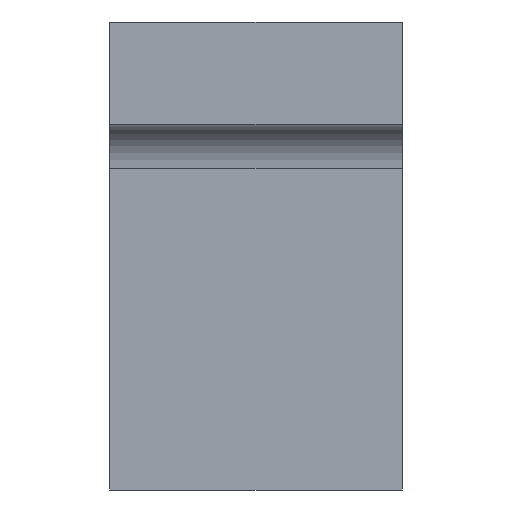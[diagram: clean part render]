
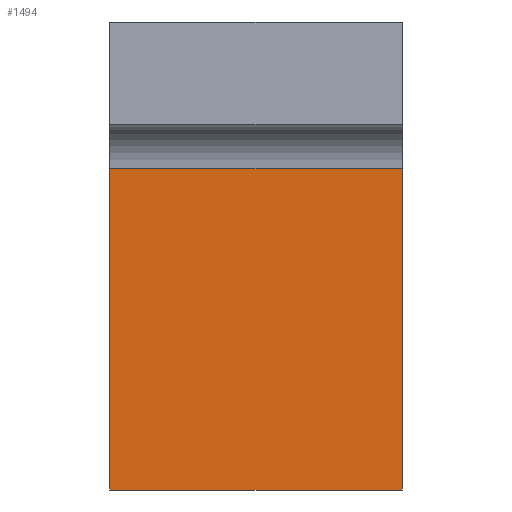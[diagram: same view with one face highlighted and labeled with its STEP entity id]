
A CAD part, front view. The second image highlights one B-rep face of the part: STEP entity #1494.
In plain terms, the highlighted planar face has unit normal (0, -1, 0).
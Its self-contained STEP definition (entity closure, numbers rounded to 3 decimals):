
#70=PLANE('',#1620);
#144=FACE_OUTER_BOUND('',#231,.T.);
#231=EDGE_LOOP('',(#1169,#1170,#1171,#1172));
#353=LINE('',#2415,#511);
#354=LINE('',#2418,#512);
#355=LINE('',#2420,#513);
#356=LINE('',#2421,#514);
#511=VECTOR('',#1885,10.);
#512=VECTOR('',#1888,10.);
#513=VECTOR('',#1889,10.);
#514=VECTOR('',#1890,10.);
#717=VERTEX_POINT('',#2411);
#718=VERTEX_POINT('',#2413);
#719=VERTEX_POINT('',#2417);
#720=VERTEX_POINT('',#2419);
#895=EDGE_CURVE('',#717,#718,#353,.T.);
#896=EDGE_CURVE('',#719,#717,#354,.T.);
#897=EDGE_CURVE('',#720,#718,#355,.T.);
#898=EDGE_CURVE('',#719,#720,#356,.T.);
#1169=ORIENTED_EDGE('',*,*,#896,.T.);
#1170=ORIENTED_EDGE('',*,*,#895,.T.);
#1171=ORIENTED_EDGE('',*,*,#897,.F.);
#1172=ORIENTED_EDGE('',*,*,#898,.F.);
#1494=ADVANCED_FACE('',(#144),#70,.T.);
#1620=AXIS2_PLACEMENT_3D('',#2416,#1886,#1887);
#1885=DIRECTION('',(1.,0.,0.));
#1886=DIRECTION('center_axis',(0.,-1.,0.));
#1887=DIRECTION('ref_axis',(0.,0.,-1.));
#1888=DIRECTION('',(0.,0.,-1.));
#1889=DIRECTION('',(0.,0.,-1.));
#1890=DIRECTION('',(1.,0.,0.));
#2411=CARTESIAN_POINT('',(0.,96.436,31.713));
#2413=CARTESIAN_POINT('',(40.,96.436,31.713));
#2415=CARTESIAN_POINT('',(0.,96.436,31.713));
#2416=CARTESIAN_POINT('Origin',(0.,96.436,75.813));
#2417=CARTESIAN_POINT('',(0.,96.436,75.813));
#2418=CARTESIAN_POINT('',(0.,96.436,75.813));
#2419=CARTESIAN_POINT('',(40.,96.436,75.813));
#2420=CARTESIAN_POINT('',(40.,96.436,75.813));
#2421=CARTESIAN_POINT('',(0.,96.436,75.813));
